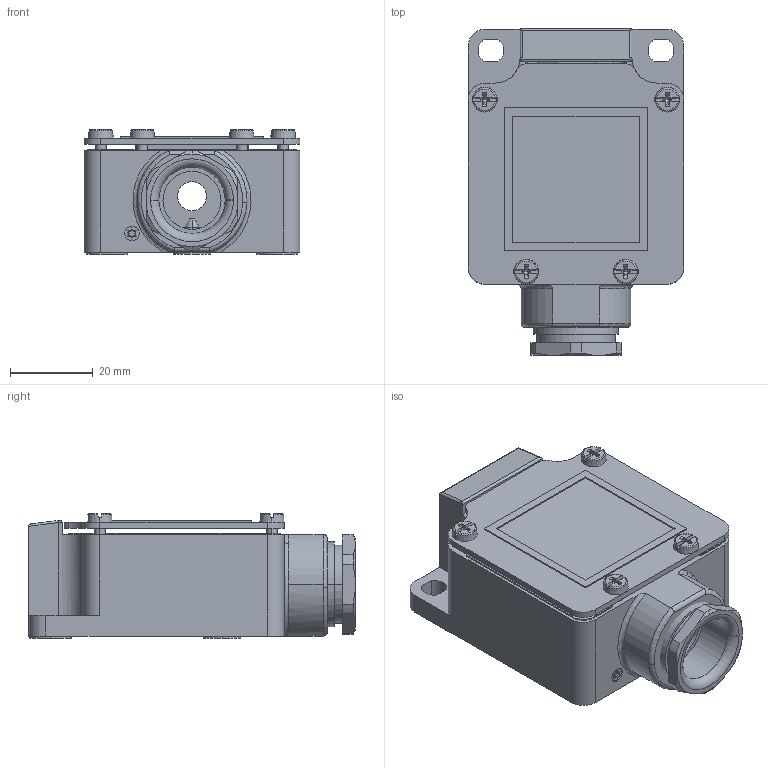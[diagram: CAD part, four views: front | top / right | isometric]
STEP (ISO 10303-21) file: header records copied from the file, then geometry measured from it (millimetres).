
FILE_DESCRIPTION(('STEP AP242'),'1');
FILE_NAME('switch_zckl5.stp','2021-09-26T22:15:51',('TraceParts'),('TraceParts S.A.'),'Spatial InterOp 3D',' ',' ');
FILE_SCHEMA(('AP242_MANAGED_MODEL_BASED_3D_ENGINEERING_MIM_LF {1 0 10303 442 1 1 4}'));
Length unit declared in the file: millimetre
Products named in the file (1): switch_zckl5_1
Bounding box: 52 x 78.7 x 30 mm (x, y, z)
Volume: 28454.3 mm3; surface area: 28812.9 mm2
Topology: 10 solids, 10 shells, 664 faces, 1767 edges, 1147 vertices
Faces by surface type: plane 346, cylinder 173, cone 101, torus 33, bspline 11
Entity records: 21721 total; most frequent: CARTESIAN_POINT 5139, ORIENTED_EDGE 3502, DIRECTION 3388, EDGE_CURVE 1751, AXIS2_PLACEMENT_3D 1197, VERTEX_POINT 1147, LINE 994, VECTOR 994
